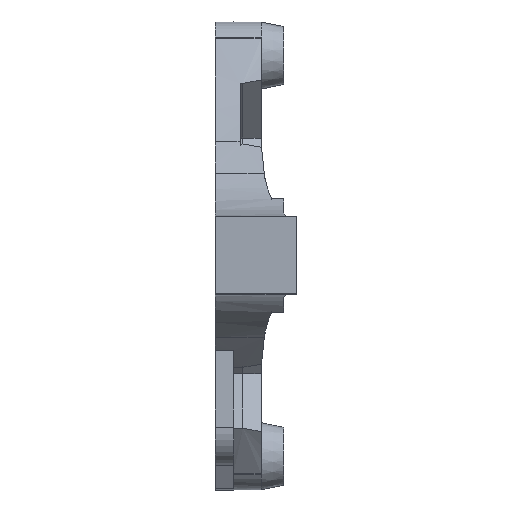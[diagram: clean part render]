
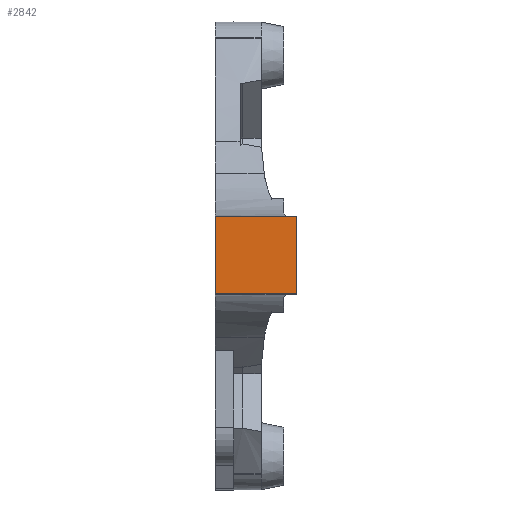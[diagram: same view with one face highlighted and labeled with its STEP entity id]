
A CAD part, top view. The second image highlights one B-rep face of the part: STEP entity #2842.
In plain terms, the highlighted planar face has unit normal (0, 0, 1).
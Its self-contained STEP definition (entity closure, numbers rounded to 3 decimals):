
#110 = VECTOR ( 'NONE', #2873, 1000. ) ;
#229 = FACE_OUTER_BOUND ( 'NONE', #6144, .T. ) ;
#385 = ORIENTED_EDGE ( 'NONE', *, *, #1518, .T. ) ;
#486 = CARTESIAN_POINT ( 'NONE',  ( -6.5, 244.22, 49.786 ) ) ;
#678 = VERTEX_POINT ( 'NONE', #3156 ) ;
#1184 = VECTOR ( 'NONE', #3885, 1000. ) ;
#1208 = CARTESIAN_POINT ( 'NONE',  ( 2.76, 239.78, 49.786 ) ) ;
#1452 = EDGE_CURVE ( 'NONE', #6334, #678, #2895, .T. ) ;
#1518 = EDGE_CURVE ( 'NONE', #2418, #6334, #4041, .T. ) ;
#1729 = DIRECTION ( 'NONE',  ( 0., 0., 1. ) ) ;
#1742 = VECTOR ( 'NONE', #3409, 1000. ) ;
#2249 = CARTESIAN_POINT ( 'NONE',  ( -6.5, 244.22, 49.786 ) ) ;
#2418 = VERTEX_POINT ( 'NONE', #3664 ) ;
#2799 = LINE ( 'NONE', #4361, #1742 ) ;
#2842 = ADVANCED_FACE ( 'NONE', ( #229 ), #6125, .T. ) ;
#2873 = DIRECTION ( 'NONE',  ( 0., 1., 0. ) ) ;
#2895 = LINE ( 'NONE', #486, #1184 ) ;
#3156 = CARTESIAN_POINT ( 'NONE',  ( -6.5, 235.78, 49.786 ) ) ;
#3409 = DIRECTION ( 'NONE',  ( 1., 0., 0. ) ) ;
#3560 = ORIENTED_EDGE ( 'NONE', *, *, #5142, .T. ) ;
#3652 = VERTEX_POINT ( 'NONE', #4598 ) ;
#3664 = CARTESIAN_POINT ( 'NONE',  ( 2.384, 244.22, 49.786 ) ) ;
#3761 = VECTOR ( 'NONE', #5010, 1000. ) ;
#3885 = DIRECTION ( 'NONE',  ( 0., -1., 0. ) ) ;
#4041 = LINE ( 'NONE', #5961, #3761 ) ;
#4358 = ORIENTED_EDGE ( 'NONE', *, *, #5548, .T. ) ;
#4361 = CARTESIAN_POINT ( 'NONE',  ( -6.5, 235.78, 49.786 ) ) ;
#4598 = CARTESIAN_POINT ( 'NONE',  ( 2.384, 235.78, 49.786 ) ) ;
#5010 = DIRECTION ( 'NONE',  ( -1., 0., 0. ) ) ;
#5142 = EDGE_CURVE ( 'NONE', #3652, #2418, #5306, .T. ) ;
#5258 = AXIS2_PLACEMENT_3D ( 'NONE', #1208, #1729, #6091 ) ;
#5306 = LINE ( 'NONE', #5340, #110 ) ;
#5340 = CARTESIAN_POINT ( 'NONE',  ( 2.384, 235.78, 49.786 ) ) ;
#5548 = EDGE_CURVE ( 'NONE', #678, #3652, #2799, .T. ) ;
#5961 = CARTESIAN_POINT ( 'NONE',  ( 1.864, 244.22, 49.786 ) ) ;
#6076 = ORIENTED_EDGE ( 'NONE', *, *, #1452, .T. ) ;
#6091 = DIRECTION ( 'NONE',  ( 1., 0., 0. ) ) ;
#6125 = PLANE ( 'NONE',  #5258 ) ;
#6144 = EDGE_LOOP ( 'NONE', ( #3560, #385, #6076, #4358 ) ) ;
#6334 = VERTEX_POINT ( 'NONE', #2249 ) ;
